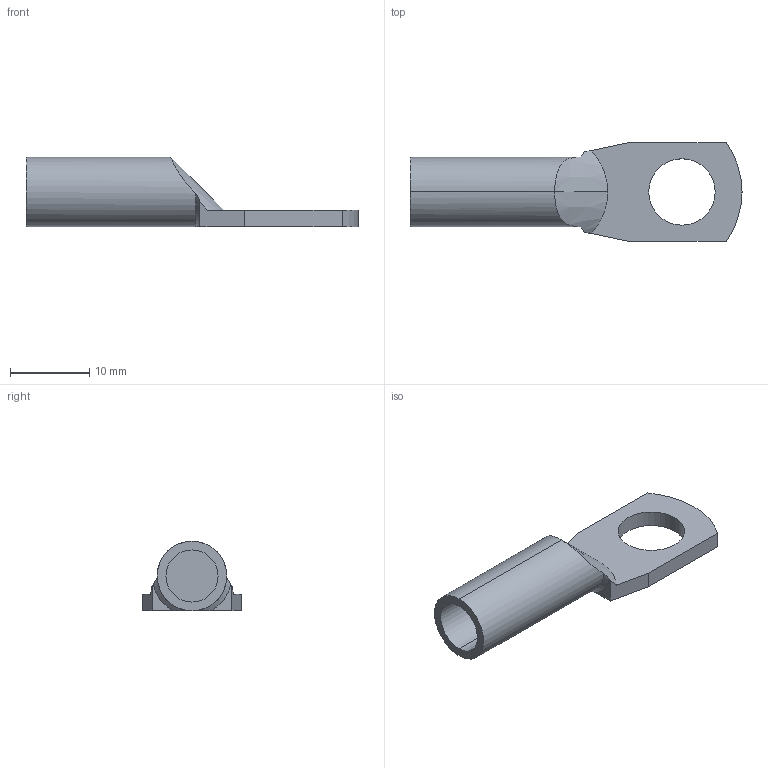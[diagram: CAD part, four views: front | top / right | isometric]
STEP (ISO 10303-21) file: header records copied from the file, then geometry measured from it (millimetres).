
FILE_DESCRIPTION (( 'STEP AP203' ), '1' );
FILE_NAME ('jg-16-8-6 Íàêîíå÷íèê JG-16-8-6 (ÒÌË).STEP', '2017-02-08T10:58:30', ( 'kuryshev' ), ( '' ), 'SwSTEP 2.0', 'SolidWorks 2010', '' );
FILE_SCHEMA (( 'CONFIG_CONTROL_DESIGN' ));
Length unit declared in the file: millimetre
Products named in the file (1): jg-16-8-6 Íàêîíå÷íèê JG-16-8-6 (ÒÌË)
Bounding box: 42 x 12.5 x 8.8 mm (x, y, z)
Volume: 1188.1 mm3; surface area: 1524.1 mm2
Topology: 1 solids, 1 shells, 21 faces, 51 edges, 33 vertices
Faces by surface type: plane 10, cylinder 7, bspline 2, cone 2
Entity records: 766 total; most frequent: CARTESIAN_POINT 200, ORIENTED_EDGE 102, DIRECTION 99, EDGE_CURVE 51, AXIS2_PLACEMENT_3D 38, VERTEX_POINT 33, EDGE_LOOP 24, VECTOR 23
